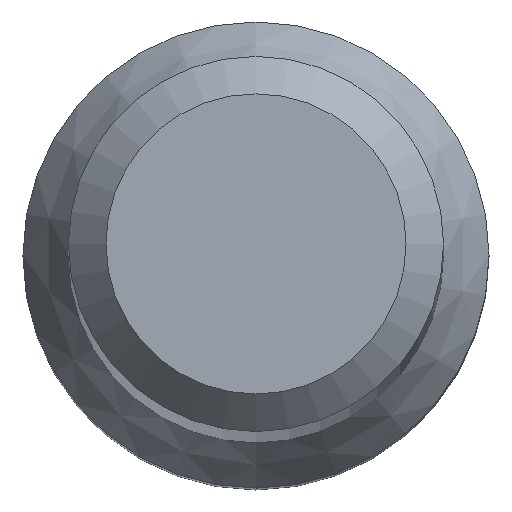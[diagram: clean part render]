
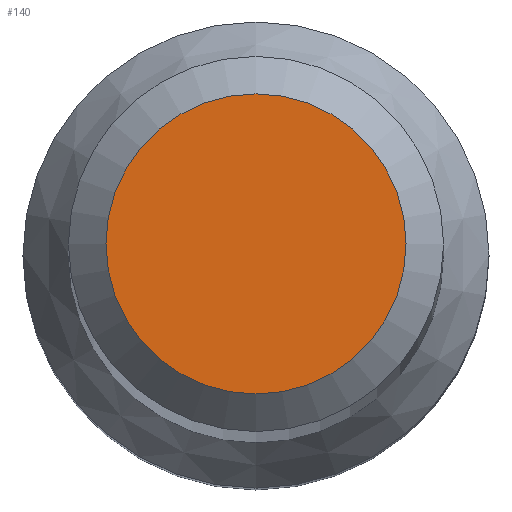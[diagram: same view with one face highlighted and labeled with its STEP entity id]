
A CAD part, top view. The second image highlights one B-rep face of the part: STEP entity #140.
In plain terms, the highlighted planar face has unit normal (0, 0, 1).
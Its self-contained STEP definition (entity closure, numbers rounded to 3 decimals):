
#14 = DIRECTION ( 'NONE',  ( 0., 1., 0. ) ) ;
#28 = DIRECTION ( 'NONE',  ( 0., 1., 0. ) ) ;
#43 = ORIENTED_EDGE ( 'NONE', *, *, #111, .F. ) ;
#44 = DIRECTION ( 'NONE',  ( 0., 0., -1. ) ) ;
#48 = CARTESIAN_POINT ( 'NONE',  ( 0., 0., 80. ) ) ;
#54 = VERTEX_POINT ( 'NONE', #154 ) ;
#105 = CARTESIAN_POINT ( 'NONE',  ( 0., 0., 80. ) ) ;
#111 = EDGE_CURVE ( 'NONE', #54, #54, #118, .T. ) ;
#112 = AXIS2_PLACEMENT_3D ( 'NONE', #105, #44, #28 ) ;
#118 = CIRCLE ( 'NONE', #232, 1.6 ) ;
#140 = ADVANCED_FACE ( 'NONE', ( #203 ), #241, .F. ) ;
#146 = DIRECTION ( 'NONE',  ( 0., 0., -1. ) ) ;
#154 = CARTESIAN_POINT ( 'NONE',  ( 0., 1.6, 80. ) ) ;
#200 = EDGE_LOOP ( 'NONE', ( #43 ) ) ;
#203 = FACE_OUTER_BOUND ( 'NONE', #200, .T. ) ;
#232 = AXIS2_PLACEMENT_3D ( 'NONE', #48, #146, #14 ) ;
#241 = PLANE ( 'NONE',  #112 ) ;
